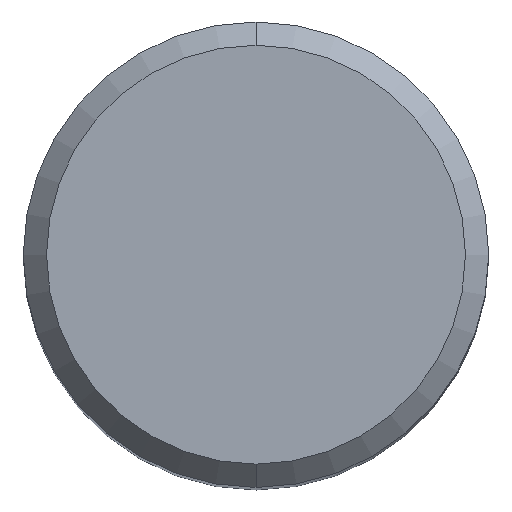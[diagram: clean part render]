
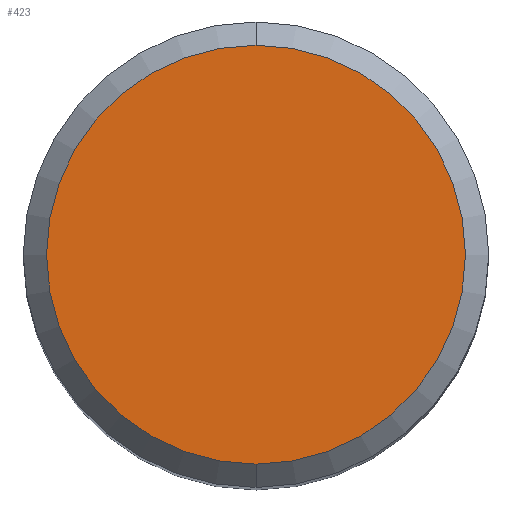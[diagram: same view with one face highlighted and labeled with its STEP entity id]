
A CAD part, top view. The second image highlights one B-rep face of the part: STEP entity #423.
In plain terms, the highlighted planar face has unit normal (0, 0, 1).
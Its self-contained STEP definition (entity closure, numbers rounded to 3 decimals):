
#397=EDGE_CURVE('',#459,#521,#777,.T.);
#403=EDGE_CURVE('',#521,#459,#783,.T.);
#423=ADVANCED_FACE('',(#804),#805,.T.);
#459=VERTEX_POINT('',#847);
#521=VERTEX_POINT('',#915);
#777=CIRCLE('',#1338,9.0);
#783=CIRCLE('',#1373,9.0);
#804=FACE_OUTER_BOUND('',#1439,.T.);
#805=PLANE('',#1440);
#847=CARTESIAN_POINT('',(0.0,9.0,0.0));
#915=CARTESIAN_POINT('',(0.,-9.0,0.0));
#1338=AXIS2_PLACEMENT_3D('',#1908,#1909,#1910);
#1373=AXIS2_PLACEMENT_3D('',#1914,#1915,#1916);
#1439=EDGE_LOOP('',(#1933,#1934));
#1440=AXIS2_PLACEMENT_3D('',#1935,#1936,#1937);
#1908=CARTESIAN_POINT('',(0.0,0.0,0.0));
#1909=DIRECTION('',(0.0,0.0,-1.0));
#1910=DIRECTION('',(0.0,1.0,0.0));
#1914=CARTESIAN_POINT('',(0.0,0.0,0.0));
#1915=DIRECTION('',(0.0,0.0,-1.0));
#1916=DIRECTION('',(0.0,1.0,0.0));
#1933=ORIENTED_EDGE('',*,*,#397,.F.);
#1934=ORIENTED_EDGE('',*,*,#403,.F.);
#1935=CARTESIAN_POINT('',(0.0,4.5,0.0));
#1936=DIRECTION('',(-0.0,0.0,1.0));
#1937=DIRECTION('',(0.0,-1.0,0.0));
